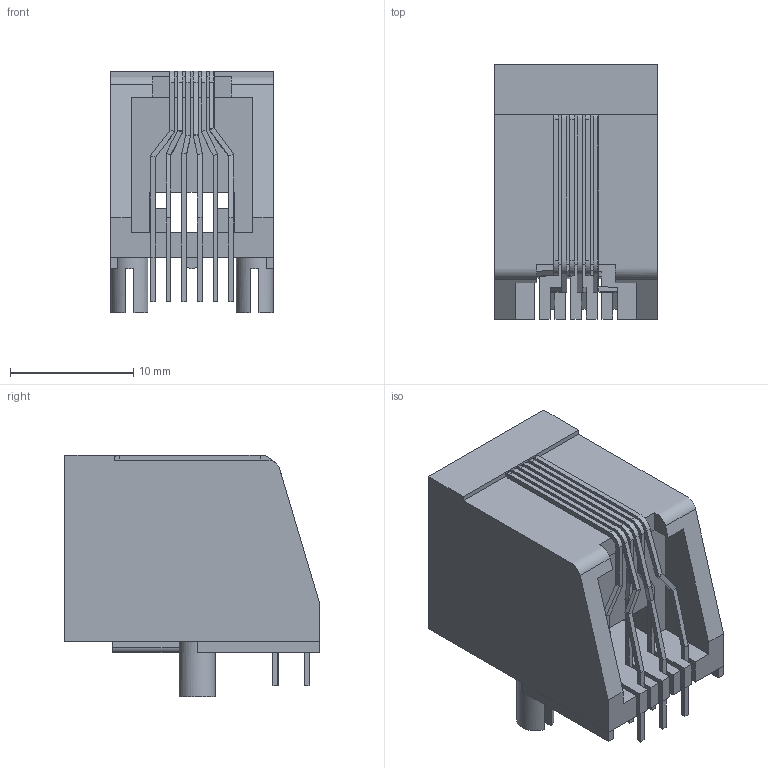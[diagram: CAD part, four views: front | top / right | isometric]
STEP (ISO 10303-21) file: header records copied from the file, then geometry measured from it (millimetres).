
FILE_DESCRIPTION(/* description */ (''),/* implementation_level */ '2;1');
FILE_NAME(/* name */ 'MHCONNECTORS_MHRJJ66NFRA.stp',/* time_stamp */ '2016-03-15T10:19:26+01:00',/* author */ ('riccim'),/* organization */ (''),/* preprocessor_version */ 'ST-DEVELOPER v15.5',/* originating_system */ 'AutoCAD Mechanical',/* authorisation */ '');
FILE_SCHEMA (('AUTOMOTIVE_DESIGN { 1 0 10303 214 3 1 1 }'));
Length unit declared in the file: millimetre
Products named in the file (1): Product
Bounding box: 13.21 x 20.6 x 19.61 mm (x, y, z)
Volume: 1869.9 mm3; surface area: 2999.1 mm2
Topology: 12 solids, 12 shells, 472 faces, 1167 edges, 714 vertices
Faces by surface type: bspline 236, plane 232, cylinder 4
Full cylindrical faces by diameter (mm): 3 x2
Entity records: 29760 total; most frequent: CARTESIAN_POINT 20779, ORIENTED_EDGE 2310, EDGE_CURVE 1155, DIRECTION 978, VERTEX_POINT 708, B_SPLINE_CURVE_WITH_KNOTS 627, EDGE_LOOP 487, LINE 476
